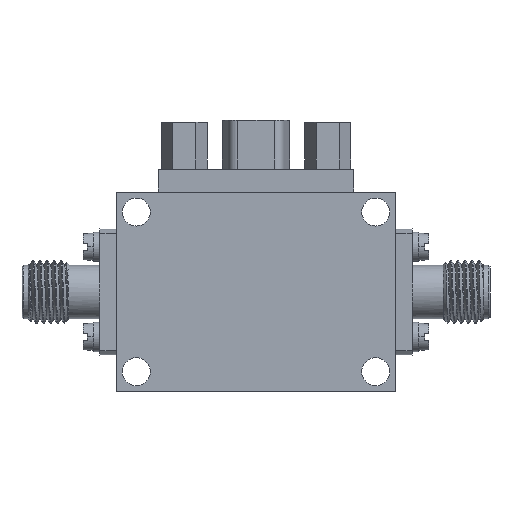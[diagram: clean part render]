
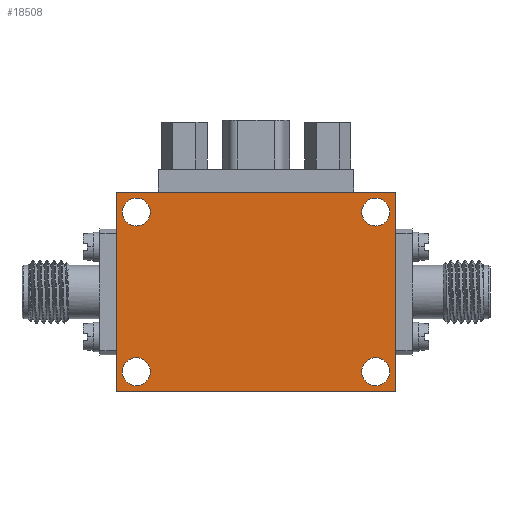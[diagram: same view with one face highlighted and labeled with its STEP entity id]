
A CAD part, front view. The second image highlights one B-rep face of the part: STEP entity #18508.
In plain terms, the highlighted planar face has unit normal (0, -1, 0).
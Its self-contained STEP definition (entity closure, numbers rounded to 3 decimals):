
#58 = ORIENTED_EDGE ( 'NONE', *, *, #20771, .F. ) ;
#473 = ORIENTED_EDGE ( 'NONE', *, *, #5362, .F. ) ;
#503 = ORIENTED_EDGE ( 'NONE', *, *, #25191, .T. ) ;
#786 = CIRCLE ( 'NONE', #20478, 1.4 ) ;
#1581 = CARTESIAN_POINT ( 'NONE',  ( -12., 0., 8. ) ) ;
#1677 = CIRCLE ( 'NONE', #20972, 1.4 ) ;
#2277 = VERTEX_POINT ( 'NONE', #3525 ) ;
#2931 = VERTEX_POINT ( 'NONE', #3439 ) ;
#3006 = AXIS2_PLACEMENT_3D ( 'NONE', #7282, #20929, #22727 ) ;
#3394 = EDGE_CURVE ( 'NONE', #22541, #2931, #16327, .T. ) ;
#3439 = CARTESIAN_POINT ( 'NONE',  ( -12., 0., 9.4 ) ) ;
#3525 = CARTESIAN_POINT ( 'NONE',  ( 12., 0., 6.6 ) ) ;
#3594 = ORIENTED_EDGE ( 'NONE', *, *, #14246, .T. ) ;
#3712 = VERTEX_POINT ( 'NONE', #12739 ) ;
#3847 = AXIS2_PLACEMENT_3D ( 'NONE', #5690, #13523, #11505 ) ;
#4079 = ORIENTED_EDGE ( 'NONE', *, *, #6978, .T. ) ;
#4597 = ORIENTED_EDGE ( 'NONE', *, *, #3394, .T. ) ;
#4839 = CARTESIAN_POINT ( 'NONE',  ( 12., 0., -8. ) ) ;
#5076 = CARTESIAN_POINT ( 'NONE',  ( -12., 0., 6.6 ) ) ;
#5362 = EDGE_CURVE ( 'NONE', #17236, #13776, #6503, .T. ) ;
#5535 = LINE ( 'NONE', #13368, #6467 ) ;
#5690 = CARTESIAN_POINT ( 'NONE',  ( 0., 0., 0. ) ) ;
#5828 = FACE_BOUND ( 'NONE', #22194, .T. ) ;
#5954 = CARTESIAN_POINT ( 'NONE',  ( 14., 0., 10. ) ) ;
#6467 = VECTOR ( 'NONE', #18659, 1000. ) ;
#6503 = LINE ( 'NONE', #10521, #22852 ) ;
#6602 = VECTOR ( 'NONE', #19767, 1000. ) ;
#6724 = DIRECTION ( 'NONE',  ( 0., 0., 1. ) ) ;
#6763 = VERTEX_POINT ( 'NONE', #9885 ) ;
#6881 = CIRCLE ( 'NONE', #8138, 1.4 ) ;
#6978 = EDGE_CURVE ( 'NONE', #18415, #19538, #12565, .T. ) ;
#7282 = CARTESIAN_POINT ( 'NONE',  ( -12., 0., 8. ) ) ;
#7482 = DIRECTION ( 'NONE',  ( 0., 0., 1. ) ) ;
#7501 = CARTESIAN_POINT ( 'NONE',  ( 12., 0., -6.6 ) ) ;
#7594 = DIRECTION ( 'NONE',  ( 0., 1., 0. ) ) ;
#8138 = AXIS2_PLACEMENT_3D ( 'NONE', #9158, #7594, #14923 ) ;
#8528 = EDGE_CURVE ( 'NONE', #17236, #9254, #5535, .T. ) ;
#9147 = DIRECTION ( 'NONE',  ( 0., 1., 0. ) ) ;
#9158 = CARTESIAN_POINT ( 'NONE',  ( 12., 0., 8. ) ) ;
#9180 = FACE_OUTER_BOUND ( 'NONE', #24151, .T. ) ;
#9254 = VERTEX_POINT ( 'NONE', #11329 ) ;
#9513 = CARTESIAN_POINT ( 'NONE',  ( -12., 0., -8. ) ) ;
#9885 = CARTESIAN_POINT ( 'NONE',  ( 12., 0., 9.4 ) ) ;
#10058 = EDGE_CURVE ( 'NONE', #2931, #22541, #11233, .T. ) ;
#10101 = AXIS2_PLACEMENT_3D ( 'NONE', #4839, #16648, #18840 ) ;
#10521 = CARTESIAN_POINT ( 'NONE',  ( -14., 0., -10. ) ) ;
#10662 = EDGE_CURVE ( 'NONE', #3712, #18386, #22734, .T. ) ;
#10696 = AXIS2_PLACEMENT_3D ( 'NONE', #15231, #17537, #23612 ) ;
#10794 = ORIENTED_EDGE ( 'NONE', *, *, #10662, .T. ) ;
#10858 = EDGE_LOOP ( 'NONE', ( #10794, #3594 ) ) ;
#11233 = CIRCLE ( 'NONE', #3006, 1.4 ) ;
#11276 = EDGE_CURVE ( 'NONE', #9254, #24635, #15720, .T. ) ;
#11329 = CARTESIAN_POINT ( 'NONE',  ( 14., 0., -10. ) ) ;
#11505 = DIRECTION ( 'NONE',  ( 0., 0., -1. ) ) ;
#11506 = EDGE_LOOP ( 'NONE', ( #13183, #503 ) ) ;
#11754 = EDGE_CURVE ( 'NONE', #19538, #18415, #786, .T. ) ;
#11841 = ORIENTED_EDGE ( 'NONE', *, *, #11754, .T. ) ;
#11888 = CARTESIAN_POINT ( 'NONE',  ( -12., 0., -8. ) ) ;
#12565 = CIRCLE ( 'NONE', #10101, 1.4 ) ;
#12739 = CARTESIAN_POINT ( 'NONE',  ( -12., 0., -6.6 ) ) ;
#13183 = ORIENTED_EDGE ( 'NONE', *, *, #22865, .T. ) ;
#13368 = CARTESIAN_POINT ( 'NONE',  ( -14., 0., -10. ) ) ;
#13523 = DIRECTION ( 'NONE',  ( 0., -1., 0. ) ) ;
#13776 = VERTEX_POINT ( 'NONE', #23277 ) ;
#14246 = EDGE_CURVE ( 'NONE', #18386, #3712, #1677, .T. ) ;
#14339 = CARTESIAN_POINT ( 'NONE',  ( -14., 0., 10. ) ) ;
#14923 = DIRECTION ( 'NONE',  ( 0., 0., 1. ) ) ;
#15231 = CARTESIAN_POINT ( 'NONE',  ( 12., 0., 8. ) ) ;
#15567 = FACE_BOUND ( 'NONE', #10858, .T. ) ;
#15720 = LINE ( 'NONE', #23595, #24400 ) ;
#15885 = LINE ( 'NONE', #14339, #6602 ) ;
#15928 = AXIS2_PLACEMENT_3D ( 'NONE', #1581, #25244, #7482 ) ;
#16327 = CIRCLE ( 'NONE', #15928, 1.4 ) ;
#16648 = DIRECTION ( 'NONE',  ( 0., 1., 0. ) ) ;
#16652 = DIRECTION ( 'NONE',  ( 0., 0., 1. ) ) ;
#16965 = DIRECTION ( 'NONE',  ( 0., 0., 1. ) ) ;
#17001 = PLANE ( 'NONE',  #3847 ) ;
#17236 = VERTEX_POINT ( 'NONE', #17651 ) ;
#17322 = DIRECTION ( 'NONE',  ( 0., 1., 0. ) ) ;
#17500 = FACE_BOUND ( 'NONE', #22361, .T. ) ;
#17537 = DIRECTION ( 'NONE',  ( 0., 1., 0. ) ) ;
#17651 = CARTESIAN_POINT ( 'NONE',  ( -14., 0., -10. ) ) ;
#18021 = DIRECTION ( 'NONE',  ( 0., 1., 0. ) ) ;
#18386 = VERTEX_POINT ( 'NONE', #18938 ) ;
#18415 = VERTEX_POINT ( 'NONE', #24235 ) ;
#18508 = ADVANCED_FACE ( 'NONE', ( #17500, #15567, #5828, #23177, #9180 ), #17001, .T. ) ;
#18659 = DIRECTION ( 'NONE',  ( 1., 0., 0. ) ) ;
#18840 = DIRECTION ( 'NONE',  ( 0., 0., 1. ) ) ;
#18938 = CARTESIAN_POINT ( 'NONE',  ( -12., 0., -9.4 ) ) ;
#19538 = VERTEX_POINT ( 'NONE', #7501 ) ;
#19591 = ORIENTED_EDGE ( 'NONE', *, *, #8528, .T. ) ;
#19767 = DIRECTION ( 'NONE',  ( 1., 0., 0. ) ) ;
#19897 = ORIENTED_EDGE ( 'NONE', *, *, #10058, .T. ) ;
#20478 = AXIS2_PLACEMENT_3D ( 'NONE', #24067, #9147, #16965 ) ;
#20771 = EDGE_CURVE ( 'NONE', #13776, #24635, #15885, .T. ) ;
#20830 = ORIENTED_EDGE ( 'NONE', *, *, #11276, .T. ) ;
#20929 = DIRECTION ( 'NONE',  ( 0., 1., 0. ) ) ;
#20972 = AXIS2_PLACEMENT_3D ( 'NONE', #9513, #17322, #25201 ) ;
#22194 = EDGE_LOOP ( 'NONE', ( #11841, #4079 ) ) ;
#22361 = EDGE_LOOP ( 'NONE', ( #19897, #4597 ) ) ;
#22541 = VERTEX_POINT ( 'NONE', #5076 ) ;
#22727 = DIRECTION ( 'NONE',  ( 0., 0., 1. ) ) ;
#22734 = CIRCLE ( 'NONE', #23136, 1.4 ) ;
#22852 = VECTOR ( 'NONE', #16652, 1000. ) ;
#22865 = EDGE_CURVE ( 'NONE', #6763, #2277, #6881, .T. ) ;
#23136 = AXIS2_PLACEMENT_3D ( 'NONE', #11888, #18021, #24221 ) ;
#23177 = FACE_BOUND ( 'NONE', #11506, .T. ) ;
#23277 = CARTESIAN_POINT ( 'NONE',  ( -14., 0., 10. ) ) ;
#23397 = CIRCLE ( 'NONE', #10696, 1.4 ) ;
#23595 = CARTESIAN_POINT ( 'NONE',  ( 14., 0., -10. ) ) ;
#23612 = DIRECTION ( 'NONE',  ( 0., 0., 1. ) ) ;
#24067 = CARTESIAN_POINT ( 'NONE',  ( 12., 0., -8. ) ) ;
#24151 = EDGE_LOOP ( 'NONE', ( #19591, #20830, #58, #473 ) ) ;
#24221 = DIRECTION ( 'NONE',  ( 0., 0., 1. ) ) ;
#24235 = CARTESIAN_POINT ( 'NONE',  ( 12., 0., -9.4 ) ) ;
#24400 = VECTOR ( 'NONE', #6724, 1000. ) ;
#24635 = VERTEX_POINT ( 'NONE', #5954 ) ;
#25191 = EDGE_CURVE ( 'NONE', #2277, #6763, #23397, .T. ) ;
#25201 = DIRECTION ( 'NONE',  ( 0., 0., 1. ) ) ;
#25244 = DIRECTION ( 'NONE',  ( 0., 1., 0. ) ) ;
